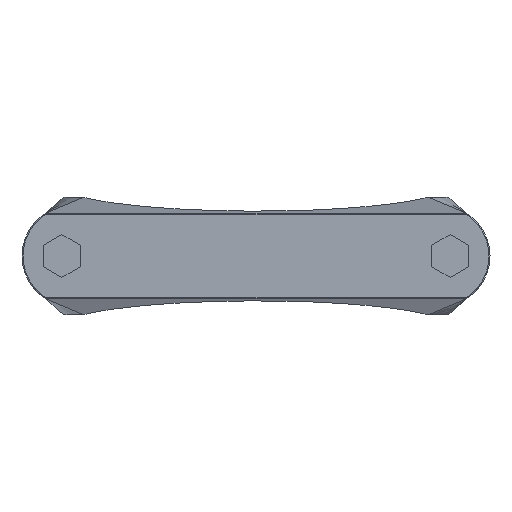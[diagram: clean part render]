
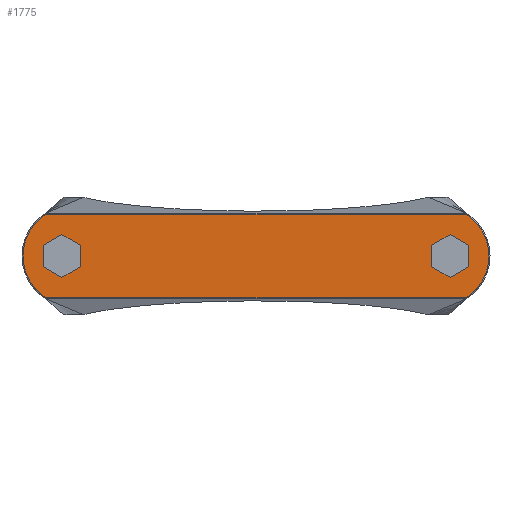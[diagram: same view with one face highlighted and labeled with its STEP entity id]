
A CAD part, front view. The second image highlights one B-rep face of the part: STEP entity #1775.
In plain terms, the highlighted planar face has unit normal (0, -1, 0).
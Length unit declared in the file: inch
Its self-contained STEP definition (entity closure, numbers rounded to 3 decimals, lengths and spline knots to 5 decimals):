
#3 = ORIENTED_EDGE ( 'NONE', *, *, #1949, .F. ) ;
#5 = VECTOR ( 'NONE', #1781, 39.37008 ) ;
#48 = FACE_BOUND ( 'NONE', #716, .T. ) ;
#102 = LINE ( 'NONE', #300, #1657 ) ;
#107 = EDGE_CURVE ( 'NONE', #793, #1647, #1786, .T. ) ;
#109 = DIRECTION ( 'NONE',  ( 0., 0., 1. ) ) ;
#116 = DIRECTION ( 'NONE',  ( -0.866, 0., -0.5 ) ) ;
#120 = VERTEX_POINT ( 'NONE', #1675 ) ;
#126 = CARTESIAN_POINT ( 'NONE',  ( -2.49275, -1.345, 0.1263 ) ) ;
#132 = EDGE_CURVE ( 'NONE', #1647, #2032, #413, .T. ) ;
#134 = VECTOR ( 'NONE', #566, 39.37008 ) ;
#184 = VERTEX_POINT ( 'NONE', #901 ) ;
#185 = ORIENTED_EDGE ( 'NONE', *, *, #823, .F. ) ;
#235 = ORIENTED_EDGE ( 'NONE', *, *, #107, .F. ) ;
#290 = DIRECTION ( 'NONE',  ( 0.866, 0., 0.5 ) ) ;
#300 = CARTESIAN_POINT ( 'NONE',  ( 2.49275, -1.345, -0.1263 ) ) ;
#302 = LINE ( 'NONE', #1348, #1098 ) ;
#345 = DIRECTION ( 'NONE',  ( 0., 0., -1. ) ) ;
#349 = LINE ( 'NONE', #938, #1416 ) ;
#391 = VERTEX_POINT ( 'NONE', #810 ) ;
#408 = CARTESIAN_POINT ( 'NONE',  ( -2.274, -1.345, -0.25259 ) ) ;
#409 = LINE ( 'NONE', #1944, #2028 ) ;
#413 = LINE ( 'NONE', #1391, #789 ) ;
#428 = EDGE_CURVE ( 'NONE', #1362, #774, #1495, .T. ) ;
#433 = ORIENTED_EDGE ( 'NONE', *, *, #685, .F. ) ;
#456 = LINE ( 'NONE', #1186, #134 ) ;
#458 = ORIENTED_EDGE ( 'NONE', *, *, #132, .F. ) ;
#482 = LINE ( 'NONE', #1898, #5 ) ;
#518 = CARTESIAN_POINT ( 'NONE',  ( 2.49275, -1.345, -0.1263 ) ) ;
#536 = EDGE_CURVE ( 'NONE', #2032, #1183, #1340, .T. ) ;
#566 = DIRECTION ( 'NONE',  ( 0., 0., -1. ) ) ;
#567 = EDGE_CURVE ( 'NONE', #1183, #1939, #709, .T. ) ;
#572 = DIRECTION ( 'NONE',  ( 0.866, 0., -0.5 ) ) ;
#605 = VECTOR ( 'NONE', #1968, 39.37008 ) ;
#661 = DIRECTION ( 'NONE',  ( 0., -1., 0. ) ) ;
#670 = EDGE_CURVE ( 'NONE', #774, #1964, #482, .T. ) ;
#671 = CARTESIAN_POINT ( 'NONE',  ( 2.274, -1.345, 0.25259 ) ) ;
#673 = CARTESIAN_POINT ( 'NONE',  ( 2.14967, -1.345, 0. ) ) ;
#685 = EDGE_CURVE ( 'NONE', #857, #1716, #409, .T. ) ;
#697 = DIRECTION ( 'NONE',  ( 0.866, 0., -0.5 ) ) ;
#698 = AXIS2_PLACEMENT_3D ( 'NONE', #1581, #1433, #1297 ) ;
#699 = EDGE_CURVE ( 'NONE', #1964, #1212, #1831, .T. ) ;
#709 = LINE ( 'NONE', #1494, #605 ) ;
#716 = EDGE_LOOP ( 'NONE', ( #1685, #458, #235, #1618, #1402, #798 ) ) ;
#720 = CARTESIAN_POINT ( 'NONE',  ( -2.46003, -1.345, -0.488 ) ) ;
#724 = AXIS2_PLACEMENT_3D ( 'NONE', #1339, #1480, #1797 ) ;
#770 = AXIS2_PLACEMENT_3D ( 'NONE', #673, #661, #345 ) ;
#774 = VERTEX_POINT ( 'NONE', #720 ) ;
#789 = VECTOR ( 'NONE', #109, 39.37008 ) ;
#793 = VERTEX_POINT ( 'NONE', #408 ) ;
#795 = ORIENTED_EDGE ( 'NONE', *, *, #428, .T. ) ;
#798 = ORIENTED_EDGE ( 'NONE', *, *, #567, .F. ) ;
#802 = EDGE_CURVE ( 'NONE', #391, #857, #886, .T. ) ;
#810 = CARTESIAN_POINT ( 'NONE',  ( 2.05525, -1.345, -0.1263 ) ) ;
#812 = EDGE_LOOP ( 'NONE', ( #915, #1765, #795, #1466 ) ) ;
#814 = VECTOR ( 'NONE', #572, 39.37008 ) ;
#823 = EDGE_CURVE ( 'NONE', #1648, #391, #456, .T. ) ;
#832 = LINE ( 'NONE', #1693, #2022 ) ;
#857 = VERTEX_POINT ( 'NONE', #1638 ) ;
#860 = CARTESIAN_POINT ( 'NONE',  ( 2.05525, -1.345, -0.1263 ) ) ;
#886 = LINE ( 'NONE', #860, #985 ) ;
#901 = CARTESIAN_POINT ( 'NONE',  ( 2.49275, -1.345, 0.1263 ) ) ;
#915 = ORIENTED_EDGE ( 'NONE', *, *, #699, .T. ) ;
#929 = CARTESIAN_POINT ( 'NONE',  ( 2.46003, -1.345, -0.488 ) ) ;
#938 = CARTESIAN_POINT ( 'NONE',  ( 2.274, -1.345, 0.25259 ) ) ;
#985 = VECTOR ( 'NONE', #697, 39.37008 ) ;
#1003 = DIRECTION ( 'NONE',  ( -0.866, 0., 0.5 ) ) ;
#1098 = VECTOR ( 'NONE', #1943, 39.37008 ) ;
#1140 = CARTESIAN_POINT ( 'NONE',  ( -2.05525, -1.345, 0.1263 ) ) ;
#1177 = VECTOR ( 'NONE', #1003, 39.37008 ) ;
#1183 = VERTEX_POINT ( 'NONE', #1787 ) ;
#1186 = CARTESIAN_POINT ( 'NONE',  ( 2.05525, -1.345, 0.1263 ) ) ;
#1212 = VERTEX_POINT ( 'NONE', #1953 ) ;
#1218 = EDGE_CURVE ( 'NONE', #120, #793, #1238, .T. ) ;
#1237 = VECTOR ( 'NONE', #1610, 39.37008 ) ;
#1238 = LINE ( 'NONE', #1519, #814 ) ;
#1255 = FACE_BOUND ( 'NONE', #1737, .T. ) ;
#1262 = CARTESIAN_POINT ( 'NONE',  ( 2.49275, -1.345, 0.1263 ) ) ;
#1289 = ORIENTED_EDGE ( 'NONE', *, *, #1422, .F. ) ;
#1297 = DIRECTION ( 'NONE',  ( 0., 0., -1. ) ) ;
#1316 = DIRECTION ( 'NONE',  ( 0.866, 0., 0.5 ) ) ;
#1339 = CARTESIAN_POINT ( 'NONE',  ( -2.14967, -1.345, 0. ) ) ;
#1340 = LINE ( 'NONE', #1140, #1177 ) ;
#1348 = CARTESIAN_POINT ( 'NONE',  ( -2.4635, -1.345, 0.488 ) ) ;
#1354 = ORIENTED_EDGE ( 'NONE', *, *, #802, .F. ) ;
#1362 = VERTEX_POINT ( 'NONE', #1688 ) ;
#1391 = CARTESIAN_POINT ( 'NONE',  ( -2.05525, -1.345, -0.1263 ) ) ;
#1402 = ORIENTED_EDGE ( 'NONE', *, *, #1946, .F. ) ;
#1416 = VECTOR ( 'NONE', #116, 39.37008 ) ;
#1420 = FACE_OUTER_BOUND ( 'NONE', #812, .T. ) ;
#1422 = EDGE_CURVE ( 'NONE', #184, #1447, #1636, .T. ) ;
#1433 = DIRECTION ( 'NONE',  ( 0., -1., 0. ) ) ;
#1440 = CARTESIAN_POINT ( 'NONE',  ( -2.05525, -1.345, -0.1263 ) ) ;
#1447 = VERTEX_POINT ( 'NONE', #671 ) ;
#1461 = EDGE_CURVE ( 'NONE', #1716, #184, #102, .T. ) ;
#1466 = ORIENTED_EDGE ( 'NONE', *, *, #670, .T. ) ;
#1480 = DIRECTION ( 'NONE',  ( 0., -1., 0. ) ) ;
#1494 = CARTESIAN_POINT ( 'NONE',  ( -2.274, -1.345, 0.25259 ) ) ;
#1495 = CIRCLE ( 'NONE', #698, 0.57833 ) ;
#1519 = CARTESIAN_POINT ( 'NONE',  ( -2.49275, -1.345, -0.1263 ) ) ;
#1581 = CARTESIAN_POINT ( 'NONE',  ( -2.14967, -1.345, 0. ) ) ;
#1610 = DIRECTION ( 'NONE',  ( -0.866, 0., 0.5 ) ) ;
#1618 = ORIENTED_EDGE ( 'NONE', *, *, #1218, .F. ) ;
#1636 = LINE ( 'NONE', #1262, #1237 ) ;
#1637 = PLANE ( 'NONE',  #724 ) ;
#1638 = CARTESIAN_POINT ( 'NONE',  ( 2.274, -1.345, -0.25259 ) ) ;
#1647 = VERTEX_POINT ( 'NONE', #1440 ) ;
#1648 = VERTEX_POINT ( 'NONE', #1773 ) ;
#1656 = CARTESIAN_POINT ( 'NONE',  ( -2.05525, -1.345, 0.1263 ) ) ;
#1657 = VECTOR ( 'NONE', #1723, 39.37008 ) ;
#1675 = CARTESIAN_POINT ( 'NONE',  ( -2.49275, -1.345, -0.1263 ) ) ;
#1685 = ORIENTED_EDGE ( 'NONE', *, *, #536, .F. ) ;
#1688 = CARTESIAN_POINT ( 'NONE',  ( -2.46003, -1.345, 0.488 ) ) ;
#1693 = CARTESIAN_POINT ( 'NONE',  ( -2.49275, -1.345, 0.1263 ) ) ;
#1716 = VERTEX_POINT ( 'NONE', #518 ) ;
#1723 = DIRECTION ( 'NONE',  ( 0., 0., 1. ) ) ;
#1737 = EDGE_LOOP ( 'NONE', ( #1289, #1936, #433, #1354, #185, #3 ) ) ;
#1760 = EDGE_CURVE ( 'NONE', #1212, #1362, #302, .T. ) ;
#1765 = ORIENTED_EDGE ( 'NONE', *, *, #1760, .T. ) ;
#1773 = CARTESIAN_POINT ( 'NONE',  ( 2.05525, -1.345, 0.1263 ) ) ;
#1775 = ADVANCED_FACE ( 'NONE', ( #1420, #48, #1255 ), #1637, .T. ) ;
#1781 = DIRECTION ( 'NONE',  ( 1., 0., 0. ) ) ;
#1786 = LINE ( 'NONE', #1848, #1860 ) ;
#1787 = CARTESIAN_POINT ( 'NONE',  ( -2.274, -1.345, 0.25259 ) ) ;
#1797 = DIRECTION ( 'NONE',  ( 0., 0., -1. ) ) ;
#1831 = CIRCLE ( 'NONE', #770, 0.57833 ) ;
#1848 = CARTESIAN_POINT ( 'NONE',  ( -2.274, -1.345, -0.25259 ) ) ;
#1860 = VECTOR ( 'NONE', #290, 39.37008 ) ;
#1870 = DIRECTION ( 'NONE',  ( 0., 0., -1. ) ) ;
#1898 = CARTESIAN_POINT ( 'NONE',  ( 2.4635, -1.345, -0.488 ) ) ;
#1936 = ORIENTED_EDGE ( 'NONE', *, *, #1461, .F. ) ;
#1939 = VERTEX_POINT ( 'NONE', #126 ) ;
#1943 = DIRECTION ( 'NONE',  ( -1., 0., 0. ) ) ;
#1944 = CARTESIAN_POINT ( 'NONE',  ( 2.274, -1.345, -0.25259 ) ) ;
#1946 = EDGE_CURVE ( 'NONE', #1939, #120, #832, .T. ) ;
#1949 = EDGE_CURVE ( 'NONE', #1447, #1648, #349, .T. ) ;
#1953 = CARTESIAN_POINT ( 'NONE',  ( 2.46003, -1.345, 0.488 ) ) ;
#1964 = VERTEX_POINT ( 'NONE', #929 ) ;
#1968 = DIRECTION ( 'NONE',  ( -0.866, 0., -0.5 ) ) ;
#2022 = VECTOR ( 'NONE', #1870, 39.37008 ) ;
#2028 = VECTOR ( 'NONE', #1316, 39.37008 ) ;
#2032 = VERTEX_POINT ( 'NONE', #1656 ) ;
